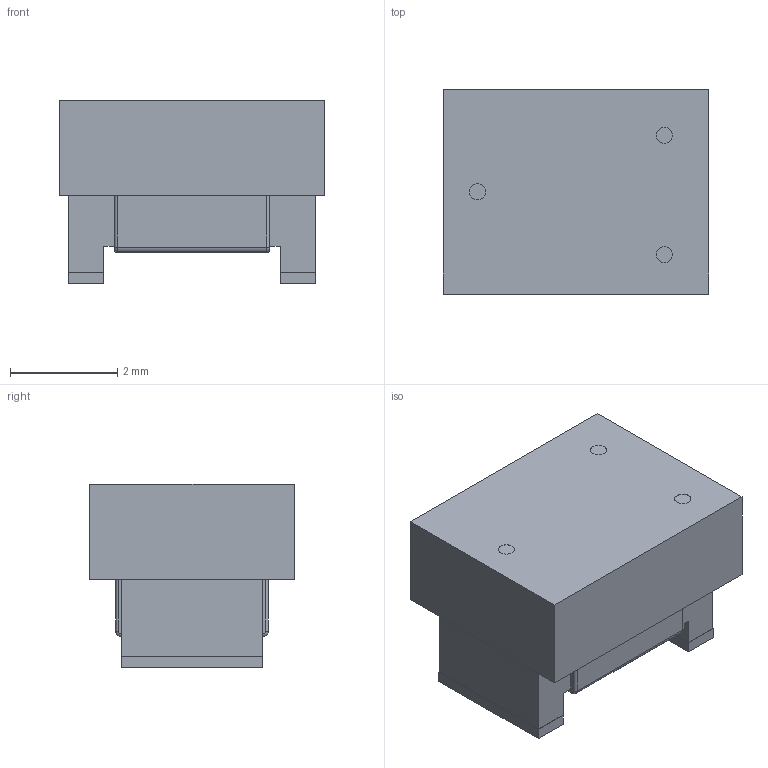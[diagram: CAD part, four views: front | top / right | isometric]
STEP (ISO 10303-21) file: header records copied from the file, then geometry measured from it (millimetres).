
FILE_DESCRIPTION((''),'2;1');
FILE_NAME('IND_COILCRAFT_1812CS.stp','2015-02-03T08:15:19',(''),(''),'Mechanical Desktop 2011','Mechanical Desktop 2011',', , ');
FILE_SCHEMA(('AUTOMOTIVE_DESIGN { 1 2 10303 214 1 1 1 1 }'));
Length unit declared in the file: millimetre
Products named in the file (1): Product
Bounding box: 4.95 x 3.81 x 3.43 mm (x, y, z)
Volume: 49 mm3; surface area: 135.4 mm2
Topology: 6 solids, 6 shells, 61 faces, 130 edges, 84 vertices
Faces by surface type: plane 36, cylinder 14, bspline 9, torus 2
Entity records: 1845 total; most frequent: CARTESIAN_POINT 457, DIRECTION 268, ORIENTED_EDGE 260, EDGE_CURVE 130, VECTOR 98, LINE 98, AXIS2_PLACEMENT_3D 85, VERTEX_POINT 84
